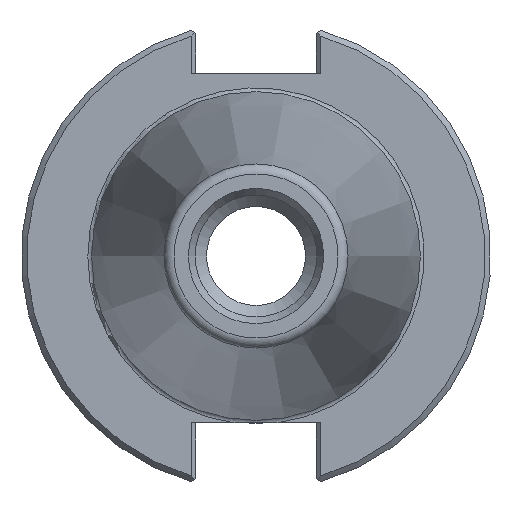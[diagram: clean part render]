
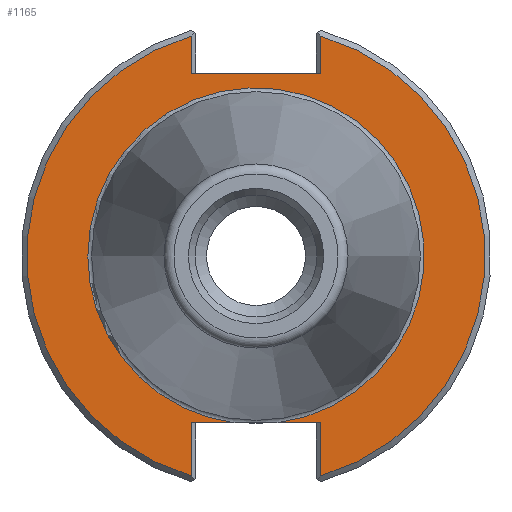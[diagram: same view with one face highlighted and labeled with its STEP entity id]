
A CAD part, left-side view. The second image highlights one B-rep face of the part: STEP entity #1165.
In plain terms, the highlighted planar face has unit normal (-1, 0, 0).
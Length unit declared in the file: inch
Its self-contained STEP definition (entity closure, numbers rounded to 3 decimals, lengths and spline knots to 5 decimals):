
#372=CARTESIAN_POINT('',(0.125,-0.345,-0.888));
#373=VERTEX_POINT('',#372);
#380=CARTESIAN_POINT('',(0.125,-0.11172,-0.888));
#381=VERTEX_POINT('',#380);
#382=CARTESIAN_POINT('',(0.125,-0.345,-0.888));
#383=DIRECTION('',(0.0,1.0,0.0));
#384=VECTOR('',#383,0.23328);
#385=LINE('',#382,#384);
#386=EDGE_CURVE('',#373,#381,#385,.T.);
#388=CARTESIAN_POINT('',(0.125,0.11172,-0.888));
#389=VERTEX_POINT('',#388);
#404=CARTESIAN_POINT('',(0.125,0.345,-0.888));
#405=VERTEX_POINT('',#404);
#406=CARTESIAN_POINT('',(0.125,0.11172,-0.888));
#407=DIRECTION('',(0.0,1.0,0.0));
#408=VECTOR('',#407,0.23328);
#409=LINE('',#406,#408);
#410=EDGE_CURVE('',#389,#405,#409,.T.);
#687=CARTESIAN_POINT('',(0.125,0.345,0.972));
#688=VERTEX_POINT('',#687);
#695=CARTESIAN_POINT('',(0.125,-0.345,0.972));
#696=VERTEX_POINT('',#695);
#697=CARTESIAN_POINT('',(0.125,0.345,0.972));
#698=DIRECTION('',(0.0,-1.0,0.0));
#699=VECTOR('',#698,0.69);
#700=LINE('',#697,#699);
#701=EDGE_CURVE('',#688,#696,#700,.T.);
#1087=CARTESIAN_POINT('',(0.125,0.0,0.0));
#1088=DIRECTION('',(-1.0,0.0,0.0));
#1089=DIRECTION('',(0.0,-1.0,0.0));
#1090=AXIS2_PLACEMENT_3D('',#1087,#1088,#1089);
#1091=CIRCLE('',#1090,0.895);
#1092=EDGE_CURVE('',#381,#389,#1091,.T.);
#1108=CARTESIAN_POINT('',(0.125,1.0625,0.0));
#1109=DIRECTION('',(-1.0,0.0,0.0));
#1110=DIRECTION('',(0.0,0.0,1.0));
#1111=AXIS2_PLACEMENT_3D('',#1108,#1109,#1110);
#1112=PLANE('',#1111);
#1113=ORIENTED_EDGE('',*,*,#1092,.F.);
#1114=ORIENTED_EDGE('',*,*,#386,.F.);
#1115=CARTESIAN_POINT('',(0.125,-0.345,-1.1702));
#1116=VERTEX_POINT('',#1115);
#1117=CARTESIAN_POINT('',(0.125,-0.345,-1.1702));
#1118=DIRECTION('',(0.0,0.0,1.0));
#1119=VECTOR('',#1118,0.2822);
#1120=LINE('',#1117,#1119);
#1121=EDGE_CURVE('',#1116,#373,#1120,.T.);
#1122=ORIENTED_EDGE('',*,*,#1121,.F.);
#1123=CARTESIAN_POINT('',(0.125,-0.345,1.1702));
#1124=VERTEX_POINT('',#1123);
#1125=CARTESIAN_POINT('',(0.125,0.0,0.0));
#1126=DIRECTION('',(1.0,0.0,0.0));
#1127=DIRECTION('',(0.0,-1.0,0.0));
#1128=AXIS2_PLACEMENT_3D('',#1125,#1126,#1127);
#1129=CIRCLE('',#1128,1.22);
#1130=EDGE_CURVE('',#1124,#1116,#1129,.T.);
#1131=ORIENTED_EDGE('',*,*,#1130,.F.);
#1132=CARTESIAN_POINT('',(0.125,-0.345,0.972));
#1133=DIRECTION('',(0.0,0.0,1.0));
#1134=VECTOR('',#1133,0.1982);
#1135=LINE('',#1132,#1134);
#1136=EDGE_CURVE('',#696,#1124,#1135,.T.);
#1137=ORIENTED_EDGE('',*,*,#1136,.F.);
#1138=ORIENTED_EDGE('',*,*,#701,.F.);
#1139=CARTESIAN_POINT('',(0.125,0.345,1.1702));
#1140=VERTEX_POINT('',#1139);
#1141=CARTESIAN_POINT('',(0.125,0.345,1.1702));
#1142=DIRECTION('',(0.0,0.0,-1.0));
#1143=VECTOR('',#1142,0.1982);
#1144=LINE('',#1141,#1143);
#1145=EDGE_CURVE('',#1140,#688,#1144,.T.);
#1146=ORIENTED_EDGE('',*,*,#1145,.F.);
#1147=CARTESIAN_POINT('',(0.125,0.345,-1.1702));
#1148=VERTEX_POINT('',#1147);
#1149=CARTESIAN_POINT('',(0.125,0.0,0.0));
#1150=DIRECTION('',(1.0,0.0,0.0));
#1151=DIRECTION('',(0.0,1.0,0.0));
#1152=AXIS2_PLACEMENT_3D('',#1149,#1150,#1151);
#1153=CIRCLE('',#1152,1.22);
#1154=EDGE_CURVE('',#1148,#1140,#1153,.T.);
#1155=ORIENTED_EDGE('',*,*,#1154,.F.);
#1156=CARTESIAN_POINT('',(0.125,0.345,-0.888));
#1157=DIRECTION('',(0.0,0.0,-1.0));
#1158=VECTOR('',#1157,0.2822);
#1159=LINE('',#1156,#1158);
#1160=EDGE_CURVE('',#405,#1148,#1159,.T.);
#1161=ORIENTED_EDGE('',*,*,#1160,.F.);
#1162=ORIENTED_EDGE('',*,*,#410,.F.);
#1163=EDGE_LOOP('',(#1113,#1114,#1122,#1131,#1137,#1138,#1146,#1155,#1161,#1162));
#1164=FACE_OUTER_BOUND('',#1163,.T.);
#1165=ADVANCED_FACE('',(#1164),#1112,.T.);
